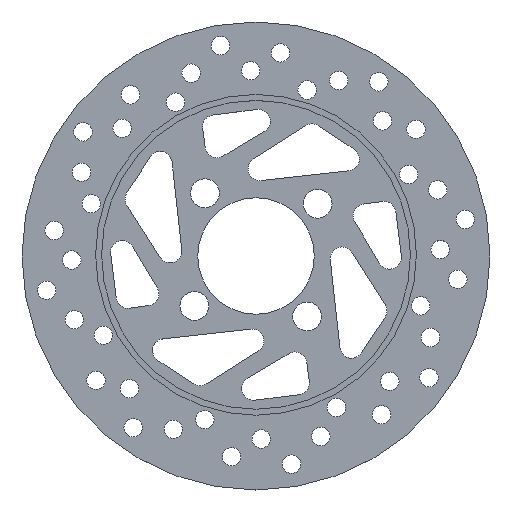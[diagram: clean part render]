
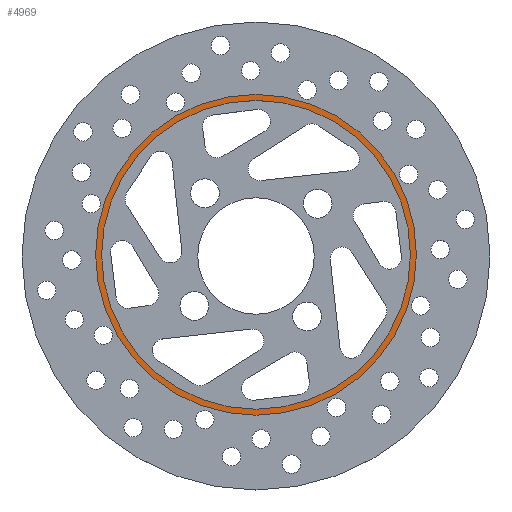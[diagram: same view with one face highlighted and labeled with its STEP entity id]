
A CAD part, top view. The second image highlights one B-rep face of the part: STEP entity #4969.
In plain terms, the highlighted planar face has unit normal (0, 0, 1).
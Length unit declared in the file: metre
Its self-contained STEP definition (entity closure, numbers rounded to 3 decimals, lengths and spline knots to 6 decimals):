
#203 = ORIENTED_EDGE ( 'NONE', *, *, #3306, .T. ) ;
#292 = PLANE ( 'NONE',  #4082 ) ;
#424 = DIRECTION ( 'NONE',  ( 0., 0., 1. ) ) ;
#549 = CIRCLE ( 'NONE', #2306, 0.074792 ) ;
#738 = DIRECTION ( 'NONE',  ( 1., 0., 0. ) ) ;
#756 = VERTEX_POINT ( 'NONE', #1124 ) ;
#786 = ORIENTED_EDGE ( 'NONE', *, *, #2051, .F. ) ;
#1124 = CARTESIAN_POINT ( 'NONE',  ( 0.130849, 0.20482, 0.0033 ) ) ;
#1293 = CARTESIAN_POINT ( 'NONE',  ( 0.202835, 0.20482, 0.0033 ) ) ;
#1323 = EDGE_LOOP ( 'NONE', ( #1918, #203 ) ) ;
#1334 = EDGE_CURVE ( 'NONE', #3811, #1820, #4258, .T. ) ;
#1400 = CARTESIAN_POINT ( 'NONE',  ( 0.128043, 0.20482, 0.0033 ) ) ;
#1480 = VERTEX_POINT ( 'NONE', #5055 ) ;
#1820 = VERTEX_POINT ( 'NONE', #2702 ) ;
#1918 = ORIENTED_EDGE ( 'NONE', *, *, #1334, .T. ) ;
#2051 = EDGE_CURVE ( 'NONE', #756, #1480, #4398, .T. ) ;
#2153 = DIRECTION ( 'NONE',  ( 0., 0., 1. ) ) ;
#2244 = CARTESIAN_POINT ( 'NONE',  ( 0.202835, 0.20482, 0.0033 ) ) ;
#2263 = AXIS2_PLACEMENT_3D ( 'NONE', #3983, #2988, #5299 ) ;
#2306 = AXIS2_PLACEMENT_3D ( 'NONE', #1293, #2153, #4368 ) ;
#2517 = AXIS2_PLACEMENT_3D ( 'NONE', #5275, #3928, #3080 ) ;
#2702 = CARTESIAN_POINT ( 'NONE',  ( 0.277627, 0.20482, 0.0033 ) ) ;
#2894 = CIRCLE ( 'NONE', #2517, 0.071986 ) ;
#2988 = DIRECTION ( 'NONE',  ( 0., 0., 1. ) ) ;
#3080 = DIRECTION ( 'NONE',  ( 1., 0., 0. ) ) ;
#3160 = DIRECTION ( 'NONE',  ( 1., 0., 0. ) ) ;
#3306 = EDGE_CURVE ( 'NONE', #1820, #3811, #549, .T. ) ;
#3423 = ORIENTED_EDGE ( 'NONE', *, *, #3721, .F. ) ;
#3447 = EDGE_LOOP ( 'NONE', ( #786, #3423 ) ) ;
#3721 = EDGE_CURVE ( 'NONE', #1480, #756, #2894, .T. ) ;
#3811 = VERTEX_POINT ( 'NONE', #1400 ) ;
#3814 = CARTESIAN_POINT ( 'NONE',  ( 0.202835, 0.20482, 0.0033 ) ) ;
#3928 = DIRECTION ( 'NONE',  ( 0., 0., 1. ) ) ;
#3983 = CARTESIAN_POINT ( 'NONE',  ( 0.202835, 0.20482, 0.0033 ) ) ;
#4082 = AXIS2_PLACEMENT_3D ( 'NONE', #3814, #4709, #738 ) ;
#4194 = FACE_BOUND ( 'NONE', #3447, .T. ) ;
#4258 = CIRCLE ( 'NONE', #5636, 0.074792 ) ;
#4368 = DIRECTION ( 'NONE',  ( 1., 0., 0. ) ) ;
#4398 = CIRCLE ( 'NONE', #2263, 0.071986 ) ;
#4628 = FACE_OUTER_BOUND ( 'NONE', #1323, .T. ) ;
#4709 = DIRECTION ( 'NONE',  ( 0., 0., 1. ) ) ;
#4969 = ADVANCED_FACE ( 'NONE', ( #4628, #4194 ), #292, .T. ) ;
#5055 = CARTESIAN_POINT ( 'NONE',  ( 0.274821, 0.20482, 0.0033 ) ) ;
#5275 = CARTESIAN_POINT ( 'NONE',  ( 0.202835, 0.20482, 0.0033 ) ) ;
#5299 = DIRECTION ( 'NONE',  ( 1., 0., 0. ) ) ;
#5636 = AXIS2_PLACEMENT_3D ( 'NONE', #2244, #424, #3160 ) ;
